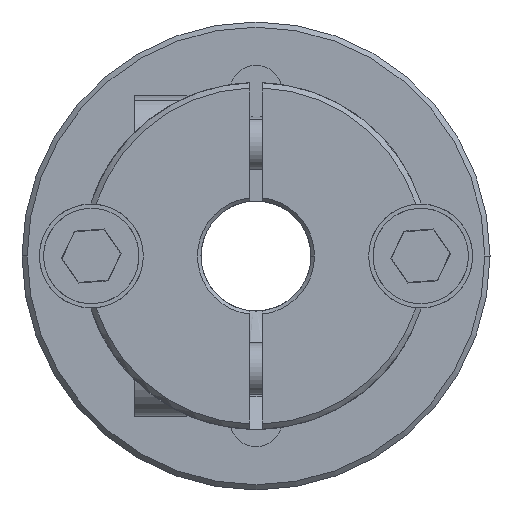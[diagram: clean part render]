
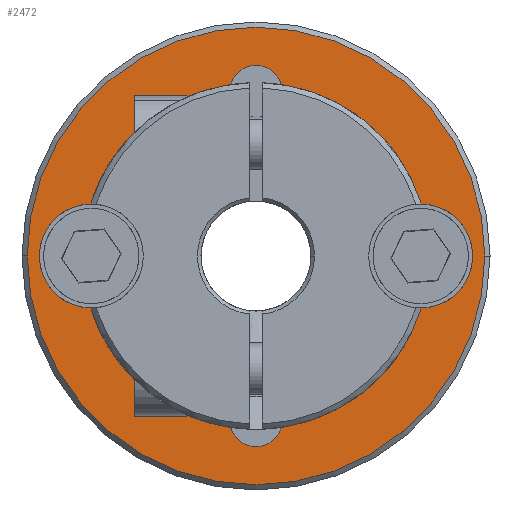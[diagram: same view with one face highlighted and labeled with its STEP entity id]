
A CAD part, front view. The second image highlights one B-rep face of the part: STEP entity #2472.
In plain terms, the highlighted face is planar.
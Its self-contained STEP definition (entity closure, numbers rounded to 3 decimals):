
#266=PLANE('',#2694);
#707=VERTEX_POINT('',#2979);
#708=VERTEX_POINT('',#2980);
#752=VERTEX_POINT('',#3135);
#753=VERTEX_POINT('',#3137);
#764=VERTEX_POINT('',#3193);
#765=VERTEX_POINT('',#3195);
#771=VERTEX_POINT('',#3216);
#772=VERTEX_POINT('',#3218);
#790=VERTEX_POINT('',#3289);
#791=VERTEX_POINT('',#3291);
#795=VERTEX_POINT('',#3329);
#798=VERTEX_POINT('',#3355);
#911=CIRCLE('',#2576,13.2);
#932=CIRCLE('',#2607,1.25);
#936=CIRCLE('',#2615,3.);
#939=CIRCLE('',#2621,3.);
#953=CIRCLE('',#2642,1.25);
#957=CIRCLE('',#2648,10.);
#963=CIRCLE('',#2658,3.);
#965=CIRCLE('',#2661,10.);
#974=CIRCLE('',#2674,3.);
#987=CIRCLE('',#2695,13.2);
#988=CIRCLE('',#2696,10.);
#989=CIRCLE('',#2697,10.);
#1093=EDGE_CURVE('',#707,#708,#911,.T.);
#1142=EDGE_CURVE('',#753,#752,#932,.T.);
#1158=EDGE_CURVE('',#765,#764,#936,.T.);
#1168=EDGE_CURVE('',#772,#771,#939,.T.);
#1196=EDGE_CURVE('',#791,#790,#953,.T.);
#1205=EDGE_CURVE('',#795,#790,#957,.T.);
#1215=EDGE_CURVE('',#771,#798,#963,.T.);
#1217=EDGE_CURVE('',#791,#798,#965,.T.);
#1230=EDGE_CURVE('',#795,#765,#974,.T.);
#1248=EDGE_CURVE('',#708,#707,#987,.T.);
#1249=EDGE_CURVE('',#753,#764,#988,.T.);
#1250=EDGE_CURVE('',#772,#752,#989,.T.);
#1659=ORIENTED_EDGE('',*,*,#1248,.T.);
#1660=ORIENTED_EDGE('',*,*,#1093,.T.);
#1661=ORIENTED_EDGE('',*,*,#1168,.T.);
#1662=ORIENTED_EDGE('',*,*,#1215,.T.);
#1663=ORIENTED_EDGE('',*,*,#1217,.F.);
#1664=ORIENTED_EDGE('',*,*,#1196,.T.);
#1665=ORIENTED_EDGE('',*,*,#1205,.F.);
#1666=ORIENTED_EDGE('',*,*,#1230,.T.);
#1667=ORIENTED_EDGE('',*,*,#1158,.T.);
#1668=ORIENTED_EDGE('',*,*,#1249,.F.);
#1669=ORIENTED_EDGE('',*,*,#1142,.T.);
#1670=ORIENTED_EDGE('',*,*,#1250,.F.);
#2148=EDGE_LOOP('',(#1659,#1660));
#2149=EDGE_LOOP('',(#1661,#1662,#1663,#1664,#1665,#1666,#1667,#1668,#1669,
#1670));
#2313=FACE_BOUND('',#2148,.T.);
#2314=FACE_BOUND('',#2149,.T.);
#2472=ADVANCED_FACE('',(#2313,#2314),#266,.T.);
#2576=AXIS2_PLACEMENT_3D('',#2978,#3969,#3970);
#2607=AXIS2_PLACEMENT_3D('',#3136,#4056,#4057);
#2615=AXIS2_PLACEMENT_3D('',#3194,#4080,#4081);
#2621=AXIS2_PLACEMENT_3D('',#3217,#4098,#4099);
#2642=AXIS2_PLACEMENT_3D('',#3290,#4150,#4151);
#2648=AXIS2_PLACEMENT_3D('',#3330,#4165,#4166);
#2658=AXIS2_PLACEMENT_3D('',#3356,#4186,#4187);
#2661=AXIS2_PLACEMENT_3D('',#3359,#4192,#4193);
#2674=AXIS2_PLACEMENT_3D('',#3386,#4220,#4221);
#2694=AXIS2_PLACEMENT_3D('',#3427,#4261,$);
#2695=AXIS2_PLACEMENT_3D('',#3428,#4262,#4263);
#2696=AXIS2_PLACEMENT_3D('',#3429,#4264,#4265);
#2697=AXIS2_PLACEMENT_3D('',#3430,#4266,#4267);
#2978=CARTESIAN_POINT('',(0.,-2.5,0.));
#2979=CARTESIAN_POINT('',(0.,-2.5,13.2));
#2980=CARTESIAN_POINT('',(0.,-2.5,-13.2));
#3135=CARTESIAN_POINT('',(-9.931,-2.5,-1.173));
#3136=CARTESIAN_POINT('',(-9.5,-2.5,0.));
#3137=CARTESIAN_POINT('',(-9.931,-2.5,1.173));
#3193=CARTESIAN_POINT('',(-3.,-2.5,9.539));
#3194=CARTESIAN_POINT('',(0.,-2.5,9.5));
#3195=CARTESIAN_POINT('',(0.,-2.5,12.5));
#3216=CARTESIAN_POINT('',(0.,-2.5,-12.5));
#3217=CARTESIAN_POINT('',(0.,-2.5,-9.5));
#3218=CARTESIAN_POINT('',(-3.,-2.5,-9.539));
#3289=CARTESIAN_POINT('',(9.931,-2.5,1.173));
#3290=CARTESIAN_POINT('',(9.5,-2.5,0.));
#3291=CARTESIAN_POINT('',(9.931,-2.5,-1.173));
#3329=CARTESIAN_POINT('',(3.,-2.5,9.539));
#3330=CARTESIAN_POINT('',(0.,-2.5,0.));
#3355=CARTESIAN_POINT('',(3.,-2.5,-9.539));
#3356=CARTESIAN_POINT('',(0.,-2.5,-9.5));
#3359=CARTESIAN_POINT('',(0.,-2.5,0.));
#3386=CARTESIAN_POINT('',(0.,-2.5,9.5));
#3427=CARTESIAN_POINT('',(0.,-2.5,0.));
#3428=CARTESIAN_POINT('',(0.,-2.5,0.));
#3429=CARTESIAN_POINT('',(0.,-2.5,0.));
#3430=CARTESIAN_POINT('',(0.,-2.5,0.));
#3969=DIRECTION('',(0.,1.,0.));
#3970=DIRECTION('',(0.,0.,13.2));
#4056=DIRECTION('',(0.,-1.,0.));
#4057=DIRECTION('',(0.,0.,1.25));
#4080=DIRECTION('',(0.,-1.,0.));
#4081=DIRECTION('',(0.,0.,3.));
#4098=DIRECTION('',(0.,-1.,0.));
#4099=DIRECTION('',(0.,0.,3.));
#4150=DIRECTION('',(0.,-1.,0.));
#4151=DIRECTION('',(0.,0.,1.25));
#4165=DIRECTION('',(0.,1.,0.));
#4166=DIRECTION('',(0.,0.,10.));
#4186=DIRECTION('',(0.,-1.,0.));
#4187=DIRECTION('',(0.,0.,3.));
#4192=DIRECTION('',(0.,1.,0.));
#4193=DIRECTION('',(0.,0.,10.));
#4220=DIRECTION('',(0.,-1.,0.));
#4221=DIRECTION('',(0.,0.,3.));
#4261=DIRECTION('',(0.,1.,0.));
#4262=DIRECTION('',(0.,1.,0.));
#4263=DIRECTION('',(0.,0.,13.2));
#4264=DIRECTION('',(0.,1.,0.));
#4265=DIRECTION('',(0.,0.,10.));
#4266=DIRECTION('',(0.,1.,0.));
#4267=DIRECTION('',(0.,0.,10.));
